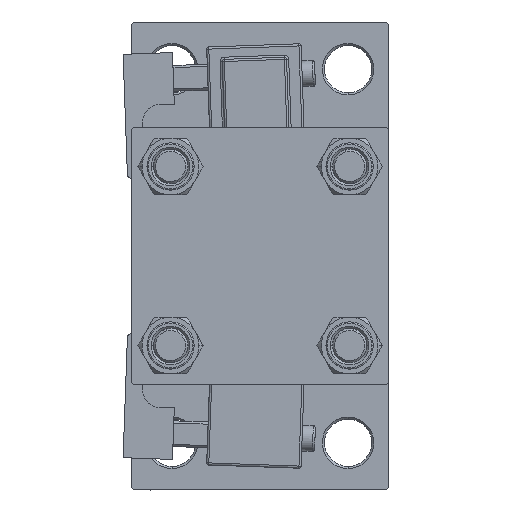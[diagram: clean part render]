
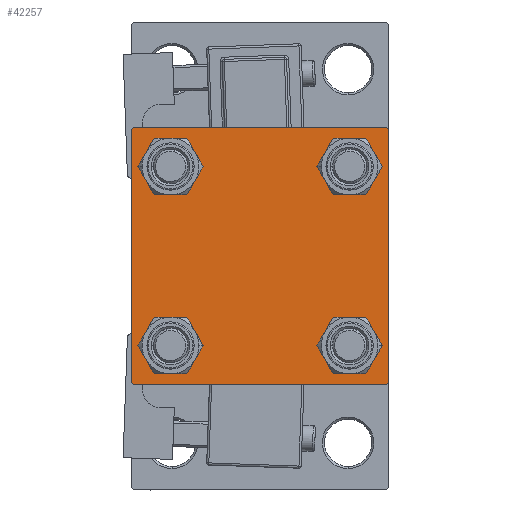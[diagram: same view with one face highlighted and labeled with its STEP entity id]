
A CAD part, left-side view. The second image highlights one B-rep face of the part: STEP entity #42257.
In plain terms, the highlighted planar face has unit normal (-1, 0, 0).
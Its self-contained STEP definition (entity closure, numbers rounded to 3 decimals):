
#48 = VERTEX_POINT ( 'NONE', #20007 ) ;
#223 = LINE ( 'NONE', #50688, #28265 ) ;
#528 = CARTESIAN_POINT ( 'NONE',  ( 0., -30., -29.5 ) ) ;
#836 = VECTOR ( 'NONE', #43034, 1000. ) ;
#934 = DIRECTION ( 'NONE',  ( -1., 0., 0. ) ) ;
#1374 = VERTEX_POINT ( 'NONE', #32407 ) ;
#1769 = CARTESIAN_POINT ( 'NONE',  ( 0., -29.75, 29.75 ) ) ;
#1888 = VECTOR ( 'NONE', #4899, 1000. ) ;
#1892 = DIRECTION ( 'NONE',  ( 0., 0., 1. ) ) ;
#1898 = VERTEX_POINT ( 'NONE', #44257 ) ;
#2178 = EDGE_CURVE ( 'NONE', #48, #50099, #20403, .T. ) ;
#2718 = CARTESIAN_POINT ( 'NONE',  ( 0., 20.85, 25.35 ) ) ;
#2890 = DIRECTION ( 'NONE',  ( 0., 0., 1. ) ) ;
#3153 = DIRECTION ( 'NONE',  ( 1., 0., 0. ) ) ;
#3448 = EDGE_CURVE ( 'NONE', #34072, #9042, #36605, .T. ) ;
#3862 = CARTESIAN_POINT ( 'NONE',  ( 0., 30., -30. ) ) ;
#4402 = FACE_BOUND ( 'NONE', #11683, .T. ) ;
#4899 = DIRECTION ( 'NONE',  ( 0., -1., 0. ) ) ;
#4927 = PLANE ( 'NONE',  #37369 ) ;
#5139 = VERTEX_POINT ( 'NONE', #12076 ) ;
#5252 = ORIENTED_EDGE ( 'NONE', *, *, #35602, .T. ) ;
#5584 = EDGE_LOOP ( 'NONE', ( #32993, #28156 ) ) ;
#5708 = CARTESIAN_POINT ( 'NONE',  ( 0., 20.85, -16.35 ) ) ;
#6320 = VERTEX_POINT ( 'NONE', #45512 ) ;
#6356 = VECTOR ( 'NONE', #18029, 1000. ) ;
#6655 = ORIENTED_EDGE ( 'NONE', *, *, #7040, .T. ) ;
#6780 = CIRCLE ( 'NONE', #46671, 4.5 ) ;
#6827 = AXIS2_PLACEMENT_3D ( 'NONE', #13052, #33261, #25546 ) ;
#7040 = EDGE_CURVE ( 'NONE', #50099, #48, #14684, .T. ) ;
#7866 = FACE_BOUND ( 'NONE', #5584, .T. ) ;
#7934 = EDGE_LOOP ( 'NONE', ( #8069, #21005, #25182, #31764, #38099, #9886, #47136, #5252 ) ) ;
#8069 = ORIENTED_EDGE ( 'NONE', *, *, #23127, .T. ) ;
#8532 = ORIENTED_EDGE ( 'NONE', *, *, #33211, .T. ) ;
#9042 = VERTEX_POINT ( 'NONE', #2718 ) ;
#9560 = VERTEX_POINT ( 'NONE', #528 ) ;
#9886 = ORIENTED_EDGE ( 'NONE', *, *, #15145, .T. ) ;
#10247 = EDGE_CURVE ( 'NONE', #1898, #9560, #46109, .T. ) ;
#10823 = DIRECTION ( 'NONE',  ( 1., 0., 0. ) ) ;
#10999 = LINE ( 'NONE', #34413, #33702 ) ;
#11683 = EDGE_LOOP ( 'NONE', ( #6655, #33174 ) ) ;
#12076 = CARTESIAN_POINT ( 'NONE',  ( 0., 29.5, -30. ) ) ;
#12352 = LINE ( 'NONE', #3862, #1888 ) ;
#13052 = CARTESIAN_POINT ( 'NONE',  ( 0., -20.85, -20.85 ) ) ;
#13873 = EDGE_LOOP ( 'NONE', ( #19338, #38351 ) ) ;
#14123 = AXIS2_PLACEMENT_3D ( 'NONE', #26605, #46553, #33793 ) ;
#14304 = CARTESIAN_POINT ( 'NONE',  ( 0., -29.5, 30. ) ) ;
#14684 = CIRCLE ( 'NONE', #44402, 4.5 ) ;
#15108 = CARTESIAN_POINT ( 'NONE',  ( 0., 20.85, -20.85 ) ) ;
#15145 = EDGE_CURVE ( 'NONE', #18259, #46916, #25184, .T. ) ;
#15403 = AXIS2_PLACEMENT_3D ( 'NONE', #38307, #30074, #1892 ) ;
#16324 = CIRCLE ( 'NONE', #48605, 4.5 ) ;
#17892 = CARTESIAN_POINT ( 'NONE',  ( 0., -30., 29.5 ) ) ;
#18029 = DIRECTION ( 'NONE',  ( 0., 0., -1. ) ) ;
#18259 = VERTEX_POINT ( 'NONE', #17892 ) ;
#18380 = DIRECTION ( 'NONE',  ( 0., -0.707, -0.707 ) ) ;
#18539 = CARTESIAN_POINT ( 'NONE',  ( 0., 20.85, 20.85 ) ) ;
#19332 = CIRCLE ( 'NONE', #21875, 4.5 ) ;
#19338 = ORIENTED_EDGE ( 'NONE', *, *, #52224, .T. ) ;
#19703 = CIRCLE ( 'NONE', #34142, 4.5 ) ;
#19890 = LINE ( 'NONE', #39572, #836 ) ;
#20007 = CARTESIAN_POINT ( 'NONE',  ( 0., -20.85, -25.35 ) ) ;
#20403 = CIRCLE ( 'NONE', #6827, 4.5 ) ;
#20929 = DIRECTION ( 'NONE',  ( 0., 0.707, 0.707 ) ) ;
#21005 = ORIENTED_EDGE ( 'NONE', *, *, #31301, .T. ) ;
#21639 = DIRECTION ( 'NONE',  ( 0., 0., 1. ) ) ;
#21862 = EDGE_CURVE ( 'NONE', #1374, #42291, #16324, .T. ) ;
#21875 = AXIS2_PLACEMENT_3D ( 'NONE', #18539, #10823, #25997 ) ;
#21915 = DIRECTION ( 'NONE',  ( 0., -0.707, 0.707 ) ) ;
#21986 = DIRECTION ( 'NONE',  ( 0., 0., -1. ) ) ;
#23127 = EDGE_CURVE ( 'NONE', #27114, #35455, #223, .T. ) ;
#24608 = CARTESIAN_POINT ( 'NONE',  ( 0., 0., 0. ) ) ;
#25102 = DIRECTION ( 'NONE',  ( 1., 0., 0. ) ) ;
#25182 = ORIENTED_EDGE ( 'NONE', *, *, #51778, .T. ) ;
#25184 = LINE ( 'NONE', #1769, #27631 ) ;
#25546 = DIRECTION ( 'NONE',  ( 0., 0., 1. ) ) ;
#25997 = DIRECTION ( 'NONE',  ( 0., 0., 1. ) ) ;
#26605 = CARTESIAN_POINT ( 'NONE',  ( 0., -20.85, 20.85 ) ) ;
#27114 = VERTEX_POINT ( 'NONE', #45894 ) ;
#27211 = CARTESIAN_POINT ( 'NONE',  ( 0., 29.5, 30. ) ) ;
#27631 = VECTOR ( 'NONE', #20929, 1000. ) ;
#27706 = EDGE_CURVE ( 'NONE', #18259, #9560, #38756, .T. ) ;
#28156 = ORIENTED_EDGE ( 'NONE', *, *, #21862, .T. ) ;
#28265 = VECTOR ( 'NONE', #21986, 1000. ) ;
#28859 = FACE_BOUND ( 'NONE', #38207, .T. ) ;
#29610 = CARTESIAN_POINT ( 'NONE',  ( 0., 20.85, -20.85 ) ) ;
#29818 = DIRECTION ( 'NONE',  ( 0., 0., 1. ) ) ;
#30074 = DIRECTION ( 'NONE',  ( 1., 0., 0. ) ) ;
#30343 = DIRECTION ( 'NONE',  ( 0., 0., 1. ) ) ;
#30347 = CARTESIAN_POINT ( 'NONE',  ( 0., -20.85, -20.85 ) ) ;
#30887 = CARTESIAN_POINT ( 'NONE',  ( 0., 29.75, -29.75 ) ) ;
#30898 = VERTEX_POINT ( 'NONE', #27211 ) ;
#31301 = EDGE_CURVE ( 'NONE', #35455, #5139, #43377, .T. ) ;
#31764 = ORIENTED_EDGE ( 'NONE', *, *, #10247, .T. ) ;
#32407 = CARTESIAN_POINT ( 'NONE',  ( 0., 20.85, -25.35 ) ) ;
#32993 = ORIENTED_EDGE ( 'NONE', *, *, #47182, .T. ) ;
#33174 = ORIENTED_EDGE ( 'NONE', *, *, #2178, .T. ) ;
#33211 = EDGE_CURVE ( 'NONE', #9042, #34072, #19332, .T. ) ;
#33261 = DIRECTION ( 'NONE',  ( 1., 0., 0. ) ) ;
#33281 = DIRECTION ( 'NONE',  ( 1., 0., 0. ) ) ;
#33702 = VECTOR ( 'NONE', #43452, 1000. ) ;
#33793 = DIRECTION ( 'NONE',  ( 0., 0., 1. ) ) ;
#34028 = EDGE_CURVE ( 'NONE', #48003, #6320, #37036, .T. ) ;
#34072 = VERTEX_POINT ( 'NONE', #41778 ) ;
#34142 = AXIS2_PLACEMENT_3D ( 'NONE', #45779, #33281, #30343 ) ;
#34413 = CARTESIAN_POINT ( 'NONE',  ( 0., 29.75, 29.75 ) ) ;
#35455 = VERTEX_POINT ( 'NONE', #45347 ) ;
#35602 = EDGE_CURVE ( 'NONE', #30898, #27114, #10999, .T. ) ;
#36605 = CIRCLE ( 'NONE', #15403, 4.5 ) ;
#37036 = CIRCLE ( 'NONE', #14123, 4.5 ) ;
#37369 = AXIS2_PLACEMENT_3D ( 'NONE', #24608, #934, #44818 ) ;
#37599 = CARTESIAN_POINT ( 'NONE',  ( 0., -29.75, -29.75 ) ) ;
#38099 = ORIENTED_EDGE ( 'NONE', *, *, #27706, .F. ) ;
#38207 = EDGE_LOOP ( 'NONE', ( #8532, #51977 ) ) ;
#38307 = CARTESIAN_POINT ( 'NONE',  ( 0., 20.85, 20.85 ) ) ;
#38351 = ORIENTED_EDGE ( 'NONE', *, *, #34028, .T. ) ;
#38756 = LINE ( 'NONE', #45963, #6356 ) ;
#39572 = CARTESIAN_POINT ( 'NONE',  ( 0., 30., 30. ) ) ;
#40570 = FACE_OUTER_BOUND ( 'NONE', #7934, .T. ) ;
#40836 = EDGE_CURVE ( 'NONE', #30898, #46916, #19890, .T. ) ;
#41345 = FACE_BOUND ( 'NONE', #13873, .T. ) ;
#41778 = CARTESIAN_POINT ( 'NONE',  ( 0., 20.85, 16.35 ) ) ;
#41994 = CARTESIAN_POINT ( 'NONE',  ( 0., -20.85, 16.35 ) ) ;
#42257 = ADVANCED_FACE ( 'NONE', ( #41345, #4402, #7866, #28859, #40570 ), #4927, .T. ) ;
#42291 = VERTEX_POINT ( 'NONE', #5708 ) ;
#42321 = DIRECTION ( 'NONE',  ( 1., 0., 0. ) ) ;
#43034 = DIRECTION ( 'NONE',  ( 0., -1., 0. ) ) ;
#43377 = LINE ( 'NONE', #30887, #51521 ) ;
#43452 = DIRECTION ( 'NONE',  ( 0., 0.707, -0.707 ) ) ;
#44257 = CARTESIAN_POINT ( 'NONE',  ( 0., -29.5, -30. ) ) ;
#44402 = AXIS2_PLACEMENT_3D ( 'NONE', #30347, #42321, #29818 ) ;
#44818 = DIRECTION ( 'NONE',  ( 0., 0., 1. ) ) ;
#45347 = CARTESIAN_POINT ( 'NONE',  ( 0., 30., -29.5 ) ) ;
#45379 = VECTOR ( 'NONE', #21915, 1000. ) ;
#45512 = CARTESIAN_POINT ( 'NONE',  ( 0., -20.85, 25.35 ) ) ;
#45779 = CARTESIAN_POINT ( 'NONE',  ( 0., -20.85, 20.85 ) ) ;
#45894 = CARTESIAN_POINT ( 'NONE',  ( 0., 30., 29.5 ) ) ;
#45963 = CARTESIAN_POINT ( 'NONE',  ( 0., -30., 30. ) ) ;
#46109 = LINE ( 'NONE', #37599, #45379 ) ;
#46553 = DIRECTION ( 'NONE',  ( 1., 0., 0. ) ) ;
#46671 = AXIS2_PLACEMENT_3D ( 'NONE', #29610, #25102, #21639 ) ;
#46916 = VERTEX_POINT ( 'NONE', #14304 ) ;
#47136 = ORIENTED_EDGE ( 'NONE', *, *, #40836, .F. ) ;
#47182 = EDGE_CURVE ( 'NONE', #42291, #1374, #6780, .T. ) ;
#48003 = VERTEX_POINT ( 'NONE', #41994 ) ;
#48605 = AXIS2_PLACEMENT_3D ( 'NONE', #15108, #3153, #2890 ) ;
#50099 = VERTEX_POINT ( 'NONE', #52493 ) ;
#50688 = CARTESIAN_POINT ( 'NONE',  ( 0., 30., 30. ) ) ;
#51521 = VECTOR ( 'NONE', #18380, 1000. ) ;
#51778 = EDGE_CURVE ( 'NONE', #5139, #1898, #12352, .T. ) ;
#51977 = ORIENTED_EDGE ( 'NONE', *, *, #3448, .T. ) ;
#52224 = EDGE_CURVE ( 'NONE', #6320, #48003, #19703, .T. ) ;
#52493 = CARTESIAN_POINT ( 'NONE',  ( 0., -20.85, -16.35 ) ) ;
